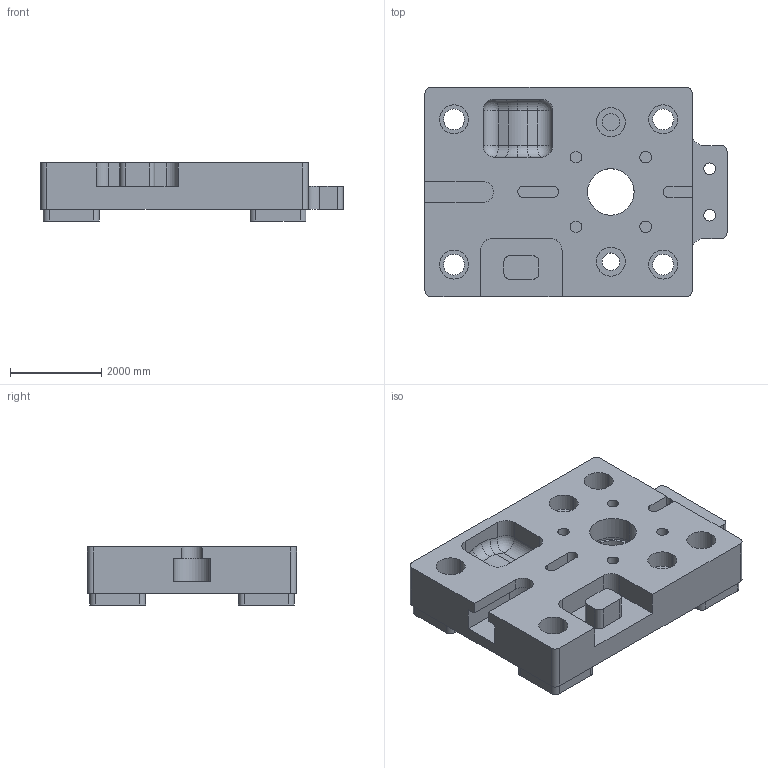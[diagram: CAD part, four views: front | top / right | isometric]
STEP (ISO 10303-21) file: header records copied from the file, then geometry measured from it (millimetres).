
FILE_DESCRIPTION(('produced by SPATIAL CORP'),'2;1');
FILE_NAME( 'iso14649-demo.hh.sat.stp' ,'2002-04-22T18:05:33+00:00',('SPATIAL CORP'),('SPATIAL CORP'), 'ACIS STEP Husk','http://www.spatial.com','SPATIAL CORP');
FILE_SCHEMA(('CONFIG_CONTROL_DESIGN'));
Length unit declared in the file: millimetre
Products named in the file (1): PRODUCT_ID_1
Bounding box: 6604 x 4572 x 1270 mm (x, y, z)
Volume: 23967134573.8 mm3; surface area: 106060173.9 mm2
Topology: 1 solids, 1 shells, 166 faces, 424 edges, 276 vertices
Faces by surface type: cylinder 88, plane 70, sphere 4, torus 4
Entity records: 5028 total; most frequent: DIRECTION 882, ORIENTED_EDGE 840, CARTESIAN_POINT 833, EDGE_CURVE 420, AXIS2_PLACEMENT_3D 325, VERTEX_POINT 276, VECTOR 232, LINE 232
